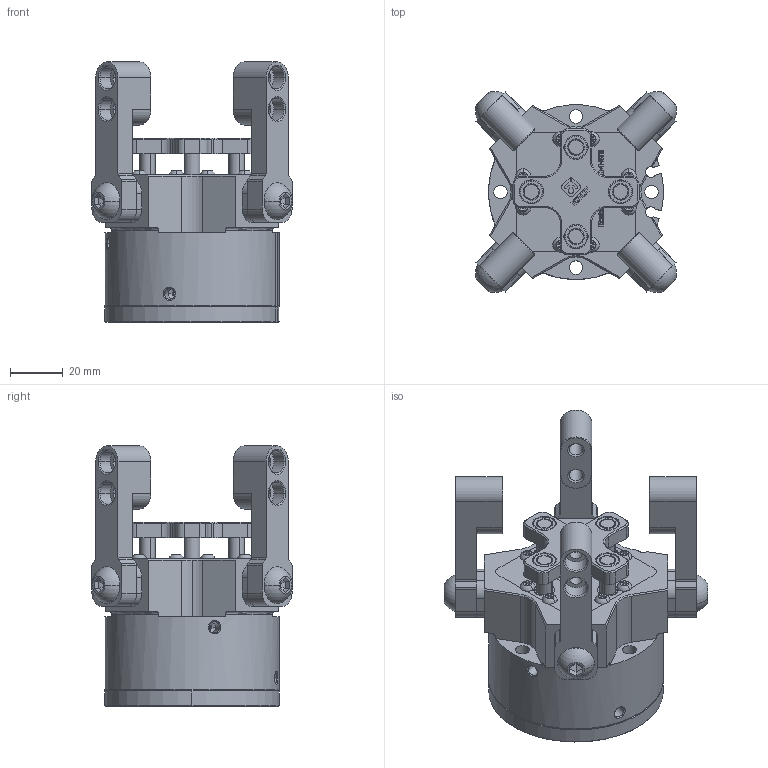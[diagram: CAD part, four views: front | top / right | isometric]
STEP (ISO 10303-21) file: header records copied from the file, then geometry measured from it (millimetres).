
FILE_DESCRIPTION (( 'STEP AP203' ), '1' );
FILE_NAME ('气动全密封四爪D40-带推料.STEP', '2018-12-17T05:33:33', ( 'User' ), ( 'Microsoft' ), 'SwSTEP 2.0', 'SolidWorks 2015', '' );
FILE_SCHEMA (( 'CONFIG_CONTROL_DESIGN' ));
Length unit declared in the file: millimetre
Products named in the file (13): 迠蹋啣蹟隊; ァ雄侐蛈綴裔蜊秶; 迠蹋啣侐蛈D50; ァ雄侐蛈褲极17遴; hexagon socket head cap screws gb_GB_FASTENER_SCREWS_HSHCS M4X12-N; ァ雄侐蛈標蛈蜊秶; 標蛈湮2; ヶ裔啣侐蛈; hexagon socket button head screws gb_GB_SOCKET_TYPE7 M8X16-N; hexagon socket button head screws gb_GB_SOCKET_TYPE7 M3X6-N; 气动全密封四爪D40-带推料; 喘謫粣杶; 迠蹋啣絳翐
Assembly tree (40 placements, depth 2):
  气动全密封四爪D40-带推料
    ァ雄侐蛈褲极17遴
    ァ雄侐蛈標蛈蜊秶  x4
    ヶ裔啣侐蛈
    hexagon socket button head screws gb_GB_SOCKET_TYPE7 M3X6-N  x8
    喘謫粣杶  x4
    迠蹋啣絳翐  x4
    迠蹋啣蹟隊  x4
    ァ雄侐蛈綴裔蜊秶
    迠蹋啣侐蛈D50
    hexagon socket head cap screws gb_GB_FASTENER_SCREWS_HSHCS M4X12-N  x4
    標蛈湮2  x4
    hexagon socket button head screws gb_GB_SOCKET_TYPE7 M8X16-N  x4
Bounding box: 76.48 x 76.48 x 99 mm (x, y, z)
Volume: 157704.6 mm3; surface area: 90577.6 mm2
Topology: 40 solids, 40 shells, 1948 faces, 4683 edges, 2909 vertices
Faces by surface type: plane 898, cylinder 515, cone 310, bspline 127, torus 74, sphere 24
Entity records: 47027 total; most frequent: CARTESIAN_POINT 16062, ORIENTED_EDGE 6062, DIRECTION 5749, EDGE_CURVE 3031, AXIS2_PLACEMENT_3D 1953, VERTEX_POINT 1943, LINE 1843, VECTOR 1843
